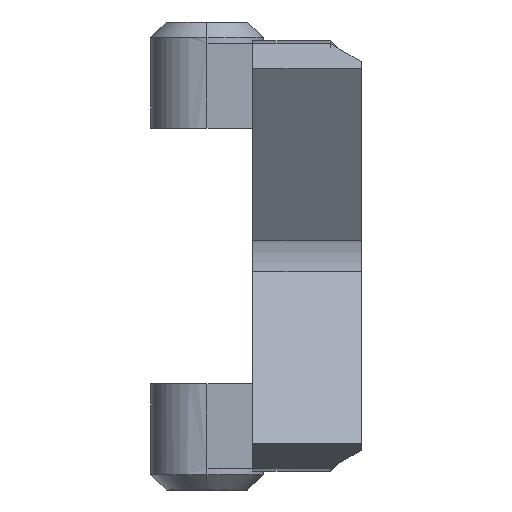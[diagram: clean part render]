
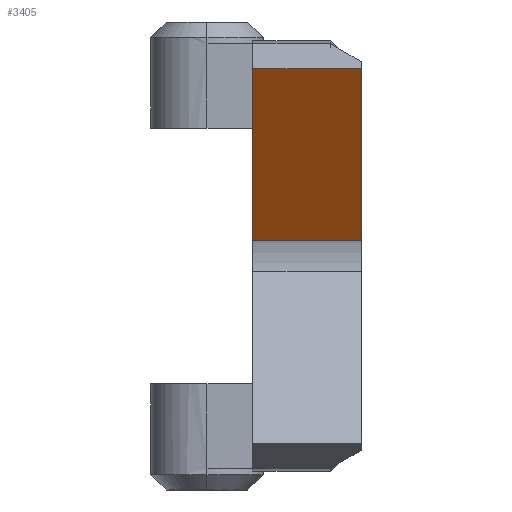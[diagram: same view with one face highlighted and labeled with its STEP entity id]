
A CAD part, left-side view. The second image highlights one B-rep face of the part: STEP entity #3405.
In plain terms, the highlighted free-form (B-spline) face has degree [1, 1] with [2, 2] control points.
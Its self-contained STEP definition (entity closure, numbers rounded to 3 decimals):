
#995 = VERTEX_POINT('',#996);
#996 = CARTESIAN_POINT('',(-37.595,0.,5.695));
#1001 = EDGE_CURVE('',#995,#1002,#1004,.T.);
#1002 = VERTEX_POINT('',#1003);
#1003 = CARTESIAN_POINT('',(-33.869,0.,0.472));
#1004 = B_SPLINE_CURVE_WITH_KNOTS('',1,(#1005,#1006),.UNSPECIFIED.,.F.,
  .F.,(2,2),(-28.058,-21.256),.PIECEWISE_BEZIER_KNOTS.);
#1005 = CARTESIAN_POINT('',(-37.595,0.,5.695));
#1006 = CARTESIAN_POINT('',(-33.869,0.,0.472));
#2731 = VERTEX_POINT('',#2732);
#2732 = CARTESIAN_POINT('',(-33.869,3.302,0.472
    ));
#2737 = EDGE_CURVE('',#2738,#2731,#2740,.T.);
#2738 = VERTEX_POINT('',#2739);
#2739 = CARTESIAN_POINT('',(-37.595,3.302,5.695
    ));
#2740 = B_SPLINE_CURVE_WITH_KNOTS('',1,(#2741,#2742),.UNSPECIFIED.,.F.,
  .F.,(2,2),(-28.058,-21.256),.PIECEWISE_BEZIER_KNOTS.);
#2741 = CARTESIAN_POINT('',(-37.595,3.302,5.695
    ));
#2742 = CARTESIAN_POINT('',(-33.869,3.302,0.472
    ));
#3396 = EDGE_CURVE('',#2731,#1002,#3397,.T.);
#3397 = B_SPLINE_CURVE_WITH_KNOTS('',1,(#3398,#3399),.UNSPECIFIED.,.F.,
  .F.,(2,2),(-0.,3.5),.PIECEWISE_BEZIER_KNOTS.);
#3398 = CARTESIAN_POINT('',(-33.869,3.302,0.472
    ));
#3399 = CARTESIAN_POINT('',(-33.869,0.,0.472));
#3405 = ADVANCED_FACE('',(#3406),#3416,.T.);
#3406 = FACE_BOUND('',#3407,.T.);
#3407 = EDGE_LOOP('',(#3408,#3409,#3414,#3415));
#3408 = ORIENTED_EDGE('',*,*,#1001,.F.);
#3409 = ORIENTED_EDGE('',*,*,#3410,.F.);
#3410 = EDGE_CURVE('',#2738,#995,#3411,.T.);
#3411 = B_SPLINE_CURVE_WITH_KNOTS('',1,(#3412,#3413),.UNSPECIFIED.,.F.,
  .F.,(2,2),(-0.,3.5),.PIECEWISE_BEZIER_KNOTS.);
#3412 = CARTESIAN_POINT('',(-37.595,3.302,5.695
    ));
#3413 = CARTESIAN_POINT('',(-37.595,0.,5.695));
#3414 = ORIENTED_EDGE('',*,*,#2737,.T.);
#3415 = ORIENTED_EDGE('',*,*,#3396,.T.);
#3416 = B_SPLINE_SURFACE_WITH_KNOTS('',1,1,(
    (#3417,#3418)
    ,(#3419,#3420
    )),.UNSPECIFIED.,.F.,.F.,.F.,(2,2),(2,2),(21.256,
    28.058),(-3.5,0.),.PIECEWISE_BEZIER_KNOTS.);
#3417 = CARTESIAN_POINT('',(-33.869,0.,0.472));
#3418 = CARTESIAN_POINT('',(-33.869,3.302,0.472
    ));
#3419 = CARTESIAN_POINT('',(-37.595,0.,5.695));
#3420 = CARTESIAN_POINT('',(-37.595,3.302,5.695
    ));
